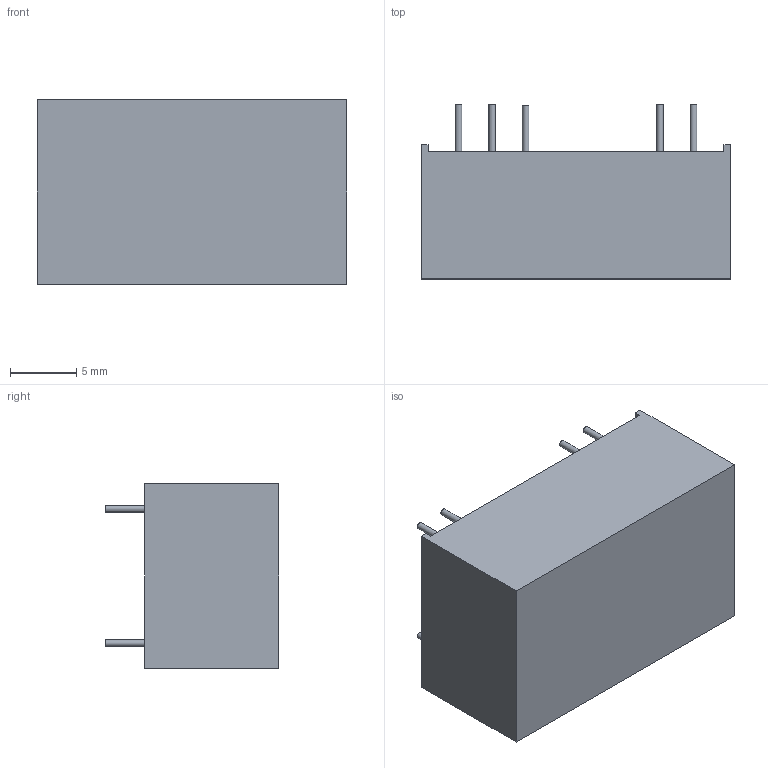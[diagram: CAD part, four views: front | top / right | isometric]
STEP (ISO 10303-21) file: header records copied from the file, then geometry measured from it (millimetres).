
FILE_DESCRIPTION( ( '' ), ' ' );
FILE_NAME( '5cfa54fd56ee57182f975af6.step', '2019-06-07T12:13:50', ( '' ), ( '' ), ' ', ' ', ' ' );
FILE_SCHEMA( ( 'AUTOMOTIVE_DESIGN { 1 0 10303 214 1 1 1 1 }' ) );
Length unit declared in the file: metre
Products named in the file (1): LDU24
Bounding box: 23.4 x 13.16 x 14 mm (x, y, z)
Volume: 3177.8 mm3; surface area: 1456.2 mm2
Topology: 1 solids, 1 shells, 28 faces, 60 edges, 43 vertices
Faces by surface type: plane 19, cylinder 9
Full cylindrical faces by diameter (mm): 0.5 x9
Entity records: 888 total; most frequent: DIRECTION 118, CARTESIAN_POINT 105, ORIENTED_EDGE 84, AXIS2_PLACEMENT_3D 47, EDGE_LOOP 46, EDGE_CURVE 42, FACE_OUTER_BOUND 37, VERTEX_POINT 34
